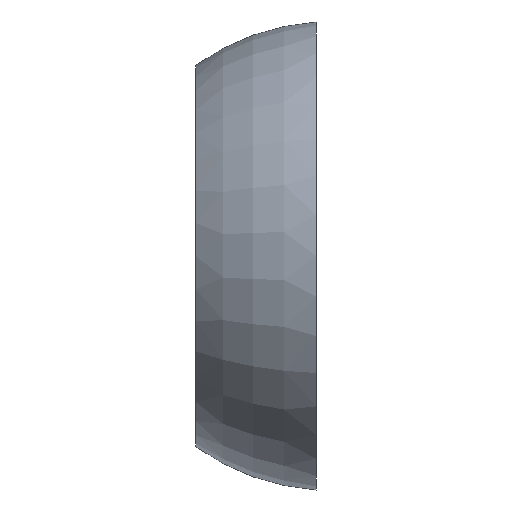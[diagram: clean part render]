
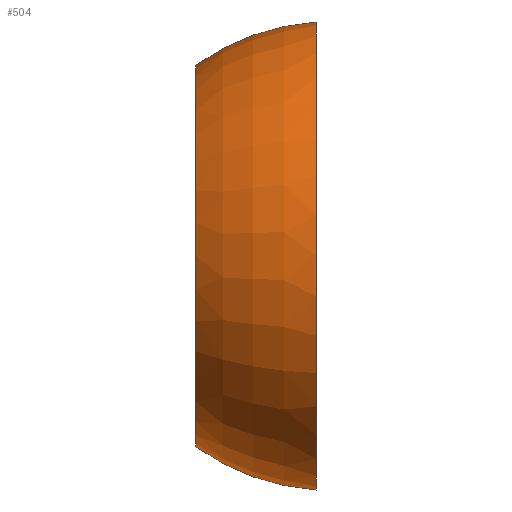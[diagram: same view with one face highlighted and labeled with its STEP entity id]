
A CAD part, left-side view. The second image highlights one B-rep face of the part: STEP entity #504.
In plain terms, the highlighted toroidal (fillet/blend) face has major radius 0.046 mm and minor radius 20 mm.
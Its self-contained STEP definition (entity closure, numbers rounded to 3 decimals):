
#1 = CARTESIAN_POINT ( 'NONE',  ( 0., 0., -20. ) ) ;
#104 = ORIENTED_EDGE ( 'NONE', *, *, #588, .T. ) ;
#113 = AXIS2_PLACEMENT_3D ( 'NONE', #516, #321, #733 ) ;
#236 = DIRECTION ( 'NONE',  ( 0., -1., 0. ) ) ;
#241 = CARTESIAN_POINT ( 'NONE',  ( 0., 0., 20. ) ) ;
#256 = AXIS2_PLACEMENT_3D ( 'NONE', #1176, #236, #1279 ) ;
#271 = VERTEX_POINT ( 'NONE', #987 ) ;
#283 = AXIS2_PLACEMENT_3D ( 'NONE', #614, #617, #724 ) ;
#321 = DIRECTION ( 'NONE',  ( -1., 0., 0. ) ) ;
#373 = ORIENTED_EDGE ( 'NONE', *, *, #408, .F. ) ;
#408 = EDGE_CURVE ( 'NONE', #1259, #508, #1352, .T. ) ;
#423 = ORIENTED_EDGE ( 'NONE', *, *, #817, .T. ) ;
#494 = DIRECTION ( 'NONE',  ( 0., 0., -1. ) ) ;
#504 = ADVANCED_FACE ( 'NONE', ( #1000 ), #622, .T. ) ;
#508 = VERTEX_POINT ( 'NONE', #1 ) ;
#516 = CARTESIAN_POINT ( 'NONE',  ( 0., -1.353, -0.046 ) ) ;
#570 = CIRCLE ( 'NONE', #904, 20. ) ;
#588 = EDGE_CURVE ( 'NONE', #271, #508, #968, .T. ) ;
#598 = DIRECTION ( 'NONE',  ( 1., 0., 0. ) ) ;
#614 = CARTESIAN_POINT ( 'NONE',  ( 0., -1.353, 0. ) ) ;
#617 = DIRECTION ( 'NONE',  ( 0., -1., 0. ) ) ;
#622 = TOROIDAL_SURFACE ( 'NONE', #283, 0.046, 20. ) ;
#724 = DIRECTION ( 'NONE',  ( 0., 0., -1. ) ) ;
#733 = DIRECTION ( 'NONE',  ( 0., 0., 1. ) ) ;
#773 = DIRECTION ( 'NONE',  ( 0., -1., 0. ) ) ;
#790 = VERTEX_POINT ( 'NONE', #1058 ) ;
#817 = EDGE_CURVE ( 'NONE', #790, #271, #1088, .T. ) ;
#859 = AXIS2_PLACEMENT_3D ( 'NONE', #1290, #773, #1086 ) ;
#904 = AXIS2_PLACEMENT_3D ( 'NONE', #1239, #598, #494 ) ;
#920 = EDGE_LOOP ( 'NONE', ( #938, #423, #104, #373 ) ) ;
#938 = ORIENTED_EDGE ( 'NONE', *, *, #985, .F. ) ;
#968 = CIRCLE ( 'NONE', #113, 20. ) ;
#985 = EDGE_CURVE ( 'NONE', #790, #1259, #570, .T. ) ;
#987 = CARTESIAN_POINT ( 'NONE',  ( 0., 10.3, -16.3 ) ) ;
#1000 = FACE_OUTER_BOUND ( 'NONE', #920, .T. ) ;
#1058 = CARTESIAN_POINT ( 'NONE',  ( 0., 10.3, 16.3 ) ) ;
#1086 = DIRECTION ( 'NONE',  ( 0., 0., -1. ) ) ;
#1088 = CIRCLE ( 'NONE', #256, 16.3 ) ;
#1176 = CARTESIAN_POINT ( 'NONE',  ( 0., 10.3, 0. ) ) ;
#1239 = CARTESIAN_POINT ( 'NONE',  ( 0., -1.353, 0.046 ) ) ;
#1259 = VERTEX_POINT ( 'NONE', #241 ) ;
#1279 = DIRECTION ( 'NONE',  ( 0., 0., -1. ) ) ;
#1290 = CARTESIAN_POINT ( 'NONE',  ( 0., 0., 0. ) ) ;
#1352 = CIRCLE ( 'NONE', #859, 20. ) ;
